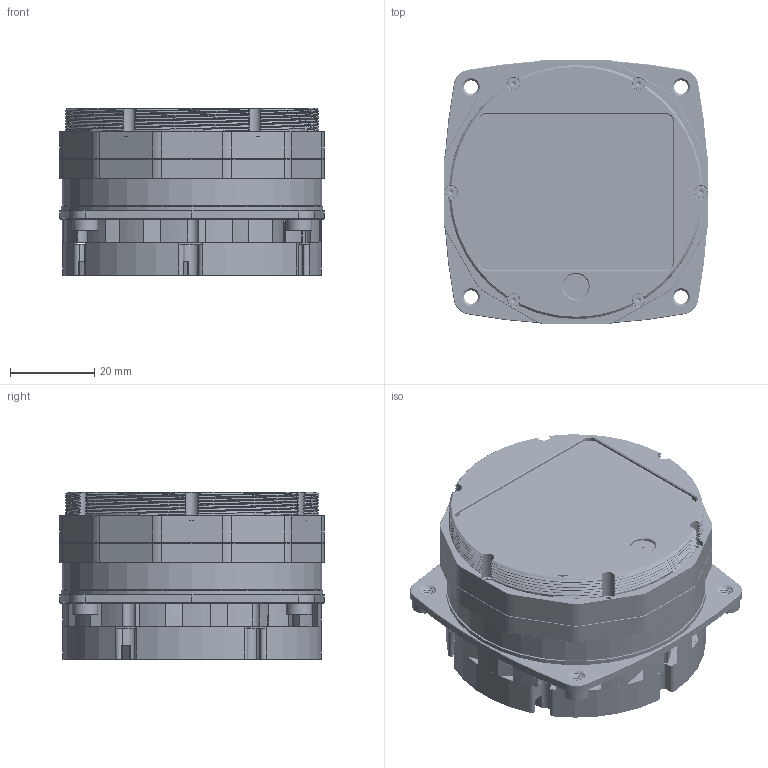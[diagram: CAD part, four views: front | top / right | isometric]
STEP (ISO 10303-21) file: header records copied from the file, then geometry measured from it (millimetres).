
FILE_DESCRIPTION(/* description */ ('step model'),/* implementation_level */ '2;1');
FILE_NAME(/* name */ 'DRW-MH-(MECH-MH11000_16000-ASSEMBLY).stp',/* time_stamp */ '2017-07-06T10:11:47+02:00',/* author */ ('Spano'),/* organization */ ('Ximea'),/* preprocessor_version */ 'ST-DEVELOPER v16',/* originating_system */ 'SIEMENS PLM Software NX 11.0',/* authorisation */ '');
FILE_SCHEMA (('AUTOMOTIVE_DESIGN { 1 0 10303 214 3 1 1 1 }'));
Products named in the file (18): fan-core; fan-frame; glass-front; FHC; SCREW_A96501606TX-4; SCREW_A96501606TX-8; 874380243_stp; IO-CONN; FIREWIRE; KAI-11000; pca-main-board; pca-sensor-board; FC; spacer; PT; HD; fan; ASSEMBLY-MH
Assembly tree (27 placements, depth 3):
  ASSEMBLY-MH
    HD
    PT
    spacer
    FC
    pca-sensor-board
    pca-main-board
    KAI-11000
    FIREWIRE
    IO-CONN
    874380243_stp
    SCREW_A96501606TX-8  x6
    SCREW_A96501606TX-4  x6
    fan
      fan-frame
      fan-core
    FHC
    glass-front
Bounding box: 63.02 x 63.02 x 39.9 mm (x, y, z)
Volume: 55172.2 mm3; surface area: 81064.1 mm2
Topology: 81 solids, 81 shells, 3192 faces, 8338 edges, 5307 vertices
Faces by surface type: plane 1219, cylinder 1189, cone 491, bspline 266, torus 27
Full cylindrical faces by diameter (mm): 0.46 x40, 0.5 x1, 0.512 x3, 1.3 x18, 1.36 x6, 1.6 x30, 2.4 x2, 2.95 x12, 3.2 x6, 3.4 x4, 6 x1, 6.1 x4, 6.4 x1, 10.2 x1, 17.7 x1, 38.4 x1, 53.9 x1, 61.77 x1, 62.208 x1
Entity records: 139482 total; most frequent: CARTESIAN_POINT 67001, ORIENTED_EDGE 15152, DIRECTION 14430, EDGE_CURVE 7576, AXIS2_PLACEMENT_3D 5309, VERTEX_POINT 4891, LINE 3812, VECTOR 3812
